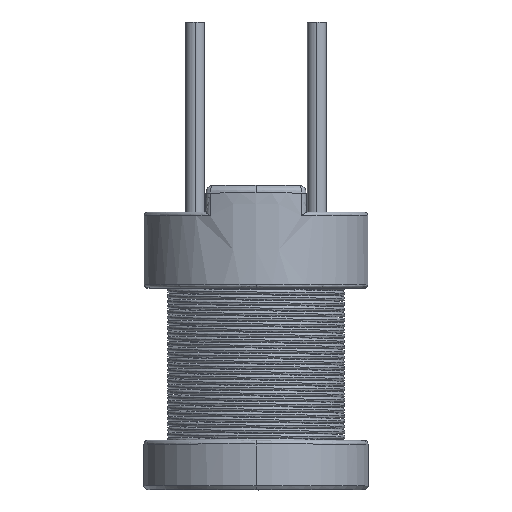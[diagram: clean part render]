
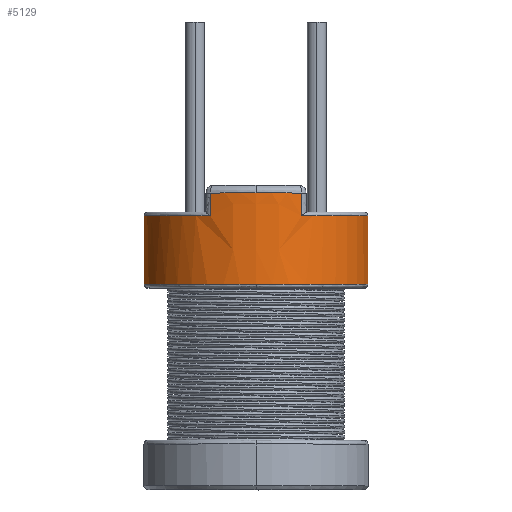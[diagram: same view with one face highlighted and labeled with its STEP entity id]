
A CAD part, top view. The second image highlights one B-rep face of the part: STEP entity #5129.
In plain terms, the highlighted free-form (B-spline) face has degree [2, 1] with [5, 2] control points.
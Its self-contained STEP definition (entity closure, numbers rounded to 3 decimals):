
#3637 = VERTEX_POINT('',#3638);
#3638 = CARTESIAN_POINT('',(0.,2.731,3.902));
#3644 = EDGE_CURVE('',#3645,#3637,#3647,.T.);
#3645 = VERTEX_POINT('',#3646);
#3646 = CARTESIAN_POINT('',(-3.824,2.731,
    0.774));
#3647 = ( BOUNDED_CURVE() B_SPLINE_CURVE(2,(#3648,#3649,#3650),
.UNSPECIFIED.,.F.,.F.) B_SPLINE_CURVE_WITH_KNOTS((3,3),(4.912,
6.283),.PIECEWISE_BEZIER_KNOTS.) CURVE() 
GEOMETRIC_REPRESENTATION_ITEM() RATIONAL_B_SPLINE_CURVE((1.,
0.774,1.)) REPRESENTATION_ITEM('') );
#3648 = CARTESIAN_POINT('',(-3.824,2.731,
    0.774));
#3649 = CARTESIAN_POINT('',(-3.191,2.731,
    3.902));
#3650 = CARTESIAN_POINT('',(0.,2.731,
    3.902));
#3716 = EDGE_CURVE('',#3717,#3719,#3721,.T.);
#3717 = VERTEX_POINT('',#3718);
#3718 = CARTESIAN_POINT('',(0.,5.852,3.902));
#3719 = VERTEX_POINT('',#3720);
#3720 = CARTESIAN_POINT('',(-1.564,5.852,3.574
    ));
#3721 = ( BOUNDED_CURVE() B_SPLINE_CURVE(2,(#3722,#3723,#3724),
.UNSPECIFIED.,.F.,.F.) B_SPLINE_CURVE_WITH_KNOTS((3,3),(0.,
0.412),.PIECEWISE_BEZIER_KNOTS.) CURVE() 
GEOMETRIC_REPRESENTATION_ITEM() RATIONAL_B_SPLINE_CURVE((1.,
0.979,1.)) REPRESENTATION_ITEM('') );
#3722 = CARTESIAN_POINT('',(0.,5.852,3.902));
#3723 = CARTESIAN_POINT('',(-0.816,5.852,
    3.902));
#3724 = CARTESIAN_POINT('',(-1.564,5.852,3.574
    ));
#4832 = EDGE_CURVE('',#4833,#4835,#4837,.T.);
#4833 = VERTEX_POINT('',#4834);
#4834 = CARTESIAN_POINT('',(3.824,5.072,0.774
    ));
#4835 = VERTEX_POINT('',#4836);
#4836 = CARTESIAN_POINT('',(3.824,2.731,0.774
    ));
#4837 = B_SPLINE_CURVE_WITH_KNOTS('',1,(#4838,#4839),.UNSPECIFIED.,.F.,
  .F.,(2,2),(0.1,1.9),.PIECEWISE_BEZIER_KNOTS.);
#4838 = CARTESIAN_POINT('',(3.824,5.072,0.774
    ));
#4839 = CARTESIAN_POINT('',(3.824,2.731,0.774
    ));
#5102 = EDGE_CURVE('',#5103,#3645,#5105,.T.);
#5103 = VERTEX_POINT('',#5104);
#5104 = CARTESIAN_POINT('',(-3.824,5.072,
    0.774));
#5105 = B_SPLINE_CURVE_WITH_KNOTS('',1,(#5106,#5107),.UNSPECIFIED.,.F.,
  .F.,(2,2),(0.1,1.9),.PIECEWISE_BEZIER_KNOTS.);
#5106 = CARTESIAN_POINT('',(-3.824,5.072,
    0.774));
#5107 = CARTESIAN_POINT('',(-3.824,2.731,
    0.774));
#5129 = ADVANCED_FACE('',(#5130),#5176,.T.);
#5130 = FACE_BOUND('',#5131,.T.);
#5131 = EDGE_LOOP('',(#5132,#5133,#5134,#5140,#5141,#5149,#5156,#5162,
    #5163,#5170));
#5132 = ORIENTED_EDGE('',*,*,#5102,.T.);
#5133 = ORIENTED_EDGE('',*,*,#3644,.T.);
#5134 = ORIENTED_EDGE('',*,*,#5135,.T.);
#5135 = EDGE_CURVE('',#3637,#4835,#5136,.T.);
#5136 = ( BOUNDED_CURVE() B_SPLINE_CURVE(2,(#5137,#5138,#5139),
.UNSPECIFIED.,.F.,.F.) B_SPLINE_CURVE_WITH_KNOTS((3,3),(0.,
1.371),.PIECEWISE_BEZIER_KNOTS.) CURVE() 
GEOMETRIC_REPRESENTATION_ITEM() RATIONAL_B_SPLINE_CURVE((1.,
0.774,1.)) REPRESENTATION_ITEM('') );
#5137 = CARTESIAN_POINT('',(0.,2.731,3.902));
#5138 = CARTESIAN_POINT('',(3.191,2.731,3.902
    ));
#5139 = CARTESIAN_POINT('',(3.824,2.731,0.774
    ));
#5140 = ORIENTED_EDGE('',*,*,#4832,.F.);
#5141 = ORIENTED_EDGE('',*,*,#5142,.T.);
#5142 = EDGE_CURVE('',#4833,#5143,#5145,.T.);
#5143 = VERTEX_POINT('',#5144);
#5144 = CARTESIAN_POINT('',(1.564,5.072,3.574)
  );
#5145 = ( BOUNDED_CURVE() B_SPLINE_CURVE(2,(#5146,#5147,#5148),
.UNSPECIFIED.,.F.,.F.) B_SPLINE_CURVE_WITH_KNOTS((3,3),(4.912,
5.871),.PIECEWISE_BEZIER_KNOTS.) CURVE() 
GEOMETRIC_REPRESENTATION_ITEM() RATIONAL_B_SPLINE_CURVE((1.,
0.887,1.)) REPRESENTATION_ITEM('') );
#5146 = CARTESIAN_POINT('',(3.824,5.072,0.774
    ));
#5147 = CARTESIAN_POINT('',(3.422,5.072,2.762)
  );
#5148 = CARTESIAN_POINT('',(1.564,5.072,3.574)
  );
#5149 = ORIENTED_EDGE('',*,*,#5150,.T.);
#5150 = EDGE_CURVE('',#5143,#5151,#5153,.T.);
#5151 = VERTEX_POINT('',#5152);
#5152 = CARTESIAN_POINT('',(1.564,5.852,3.574)
  );
#5153 = B_SPLINE_CURVE_WITH_KNOTS('',1,(#5154,#5155),.UNSPECIFIED.,.F.,
  .F.,(2,2),(-0.1,0.5),.PIECEWISE_BEZIER_KNOTS.);
#5154 = CARTESIAN_POINT('',(1.564,5.072,3.574)
  );
#5155 = CARTESIAN_POINT('',(1.564,5.852,3.574)
  );
#5156 = ORIENTED_EDGE('',*,*,#5157,.T.);
#5157 = EDGE_CURVE('',#5151,#3717,#5158,.T.);
#5158 = ( BOUNDED_CURVE() B_SPLINE_CURVE(2,(#5159,#5160,#5161),
.UNSPECIFIED.,.F.,.F.) B_SPLINE_CURVE_WITH_KNOTS((3,3),(5.871,
6.283),.PIECEWISE_BEZIER_KNOTS.) CURVE() 
GEOMETRIC_REPRESENTATION_ITEM() RATIONAL_B_SPLINE_CURVE((1.,
0.979,1.)) REPRESENTATION_ITEM('') );
#5159 = CARTESIAN_POINT('',(1.564,5.852,3.574)
  );
#5160 = CARTESIAN_POINT('',(0.816,5.852,3.902
    ));
#5161 = CARTESIAN_POINT('',(0.,5.852,
    3.902));
#5162 = ORIENTED_EDGE('',*,*,#3716,.T.);
#5163 = ORIENTED_EDGE('',*,*,#5164,.T.);
#5164 = EDGE_CURVE('',#3719,#5165,#5167,.T.);
#5165 = VERTEX_POINT('',#5166);
#5166 = CARTESIAN_POINT('',(-1.564,5.072,3.574
    ));
#5167 = B_SPLINE_CURVE_WITH_KNOTS('',1,(#5168,#5169),.UNSPECIFIED.,.F.,
  .F.,(2,2),(-0.5,0.1),.PIECEWISE_BEZIER_KNOTS.);
#5168 = CARTESIAN_POINT('',(-1.564,5.852,3.574
    ));
#5169 = CARTESIAN_POINT('',(-1.564,5.072,3.574
    ));
#5170 = ORIENTED_EDGE('',*,*,#5171,.T.);
#5171 = EDGE_CURVE('',#5165,#5103,#5172,.T.);
#5172 = ( BOUNDED_CURVE() B_SPLINE_CURVE(2,(#5173,#5174,#5175),
.UNSPECIFIED.,.F.,.F.) B_SPLINE_CURVE_WITH_KNOTS((3,3),(0.412,
1.371),.PIECEWISE_BEZIER_KNOTS.) CURVE() 
GEOMETRIC_REPRESENTATION_ITEM() RATIONAL_B_SPLINE_CURVE((1.,
0.887,1.)) REPRESENTATION_ITEM('') );
#5173 = CARTESIAN_POINT('',(-1.564,5.072,3.574
    ));
#5174 = CARTESIAN_POINT('',(-3.422,5.072,2.762
    ));
#5175 = CARTESIAN_POINT('',(-3.824,5.072,
    0.774));
#5176 = ( BOUNDED_SURFACE() B_SPLINE_SURFACE(2,1,(
    (#5177,#5178)
    ,(#5179,#5180)
    ,(#5181,#5182)
    ,(#5183,#5184)
    ,(#5185,#5186
)),.UNSPECIFIED.,.F.,.F.,.F.) B_SPLINE_SURFACE_WITH_KNOTS((3,2,3),(2,2),
  (1.771,3.142,4.513),(-0.5,1.9),
.PIECEWISE_BEZIER_KNOTS.) GEOMETRIC_REPRESENTATION_ITEM() 
RATIONAL_B_SPLINE_SURFACE((
    (1.,1.)
    ,(0.774,0.774)
    ,(1.,1.)
    ,(0.774,0.774)
,(1.,1.))) REPRESENTATION_ITEM('') SURFACE() );
#5177 = CARTESIAN_POINT('',(3.824,5.852,0.774
    ));
#5178 = CARTESIAN_POINT('',(3.824,2.731,0.774
    ));
#5179 = CARTESIAN_POINT('',(3.191,5.852,3.902
    ));
#5180 = CARTESIAN_POINT('',(3.191,2.731,3.902
    ));
#5181 = CARTESIAN_POINT('',(0.,5.852,
    3.902));
#5182 = CARTESIAN_POINT('',(0.,2.731,
    3.902));
#5183 = CARTESIAN_POINT('',(-3.191,5.852,
    3.902));
#5184 = CARTESIAN_POINT('',(-3.191,2.731,
    3.902));
#5185 = CARTESIAN_POINT('',(-3.824,5.852,
    0.774));
#5186 = CARTESIAN_POINT('',(-3.824,2.731,
    0.774));
